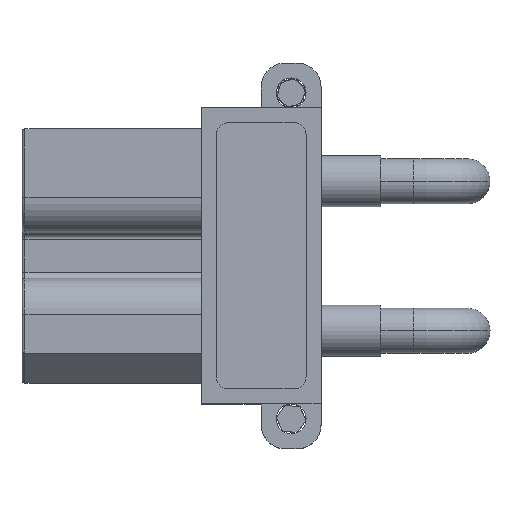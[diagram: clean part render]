
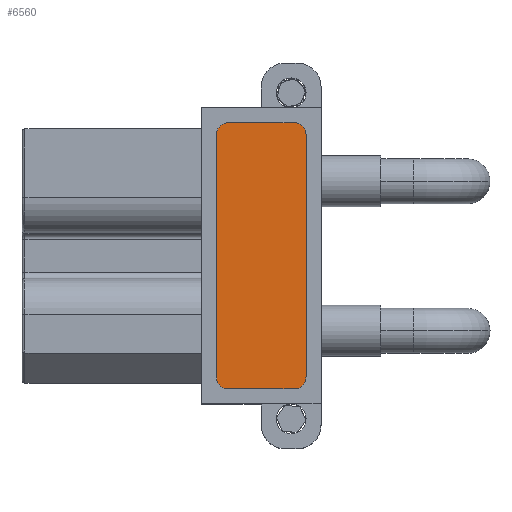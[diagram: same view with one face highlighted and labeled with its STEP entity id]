
A CAD part, top view. The second image highlights one B-rep face of the part: STEP entity #6560.
In plain terms, the highlighted planar face has unit normal (0, 0, 1).
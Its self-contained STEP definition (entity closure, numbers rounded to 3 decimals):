
#46 = DIRECTION ( 'NONE',  ( 1., 0., 0. ) ) ;
#54 = ORIENTED_EDGE ( 'NONE', *, *, #2688, .T. ) ;
#149 = ORIENTED_EDGE ( 'NONE', *, *, #1898, .T. ) ;
#329 = AXIS2_PLACEMENT_3D ( 'NONE', #3434, #4470, #438 ) ;
#337 = CIRCLE ( 'NONE', #425, 0.4 ) ;
#412 = VERTEX_POINT ( 'NONE', #1877 ) ;
#425 = AXIS2_PLACEMENT_3D ( 'NONE', #3481, #529, #4561 ) ;
#438 = DIRECTION ( 'NONE',  ( -1., 0., 0. ) ) ;
#529 = DIRECTION ( 'NONE',  ( 0., 0., 1. ) ) ;
#563 = CARTESIAN_POINT ( 'NONE',  ( -1.1, -4.45, 4.9 ) ) ;
#657 = DIRECTION ( 'NONE',  ( -1., 0., 0. ) ) ;
#728 = VERTEX_POINT ( 'NONE', #3053 ) ;
#831 = LINE ( 'NONE', #2598, #3323 ) ;
#933 = VERTEX_POINT ( 'NONE', #6100 ) ;
#974 = DIRECTION ( 'NONE',  ( 1., 0., 0. ) ) ;
#987 = LINE ( 'NONE', #2596, #1601 ) ;
#1177 = VERTEX_POINT ( 'NONE', #4210 ) ;
#1475 = CARTESIAN_POINT ( 'NONE',  ( 1.5, 4.05, 4.9 ) ) ;
#1601 = VECTOR ( 'NONE', #657, 1000. ) ;
#1649 = EDGE_CURVE ( 'NONE', #3235, #3863, #3497, .T. ) ;
#1731 = EDGE_CURVE ( 'NONE', #5731, #3235, #2380, .T. ) ;
#1877 = CARTESIAN_POINT ( 'NONE',  ( -1.5, -4.05, 4.9 ) ) ;
#1898 = EDGE_CURVE ( 'NONE', #412, #5731, #5598, .T. ) ;
#1910 = CARTESIAN_POINT ( 'NONE',  ( 1.1, -4.45, 4.9 ) ) ;
#2025 = EDGE_CURVE ( 'NONE', #1177, #728, #337, .T. ) ;
#2050 = EDGE_CURVE ( 'NONE', #3040, #1177, #987, .T. ) ;
#2065 = CARTESIAN_POINT ( 'NONE',  ( -1.1, -4.05, 4.9 ) ) ;
#2243 = DIRECTION ( 'NONE',  ( 1., 0., 0. ) ) ;
#2280 = CARTESIAN_POINT ( 'NONE',  ( -1.1, 4.05, 4.9 ) ) ;
#2380 = LINE ( 'NONE', #5147, #5605 ) ;
#2525 = DIRECTION ( 'NONE',  ( 0., 1., 0. ) ) ;
#2596 = CARTESIAN_POINT ( 'NONE',  ( -1.1, 4.45, 4.9 ) ) ;
#2598 = CARTESIAN_POINT ( 'NONE',  ( -1.5, 4.05, 4.9 ) ) ;
#2622 = DIRECTION ( 'NONE',  ( 0., -1., 0. ) ) ;
#2688 = EDGE_CURVE ( 'NONE', #3863, #933, #4114, .T. ) ;
#2769 = AXIS2_PLACEMENT_3D ( 'NONE', #2280, #4829, #2243 ) ;
#3040 = VERTEX_POINT ( 'NONE', #3699 ) ;
#3053 = CARTESIAN_POINT ( 'NONE',  ( -1.5, 4.05, 4.9 ) ) ;
#3235 = VERTEX_POINT ( 'NONE', #1910 ) ;
#3323 = VECTOR ( 'NONE', #2622, 1000. ) ;
#3434 = CARTESIAN_POINT ( 'NONE',  ( 1.1, -4.05, 4.9 ) ) ;
#3481 = CARTESIAN_POINT ( 'NONE',  ( -1.1, 4.05, 4.9 ) ) ;
#3497 = CIRCLE ( 'NONE', #329, 0.4 ) ;
#3699 = CARTESIAN_POINT ( 'NONE',  ( 1.1, 4.45, 4.9 ) ) ;
#3774 = DIRECTION ( 'NONE',  ( 1., 0., 0. ) ) ;
#3863 = VERTEX_POINT ( 'NONE', #6398 ) ;
#4114 = LINE ( 'NONE', #1475, #4265 ) ;
#4210 = CARTESIAN_POINT ( 'NONE',  ( -1.1, 4.45, 4.9 ) ) ;
#4265 = VECTOR ( 'NONE', #2525, 1000. ) ;
#4298 = PLANE ( 'NONE',  #2769 ) ;
#4441 = ORIENTED_EDGE ( 'NONE', *, *, #1649, .T. ) ;
#4470 = DIRECTION ( 'NONE',  ( 0., 0., 1. ) ) ;
#4561 = DIRECTION ( 'NONE',  ( 1., 0., 0. ) ) ;
#4574 = AXIS2_PLACEMENT_3D ( 'NONE', #6541, #6572, #974 ) ;
#4829 = DIRECTION ( 'NONE',  ( 0., 0., 1. ) ) ;
#4946 = ORIENTED_EDGE ( 'NONE', *, *, #2025, .T. ) ;
#5112 = ORIENTED_EDGE ( 'NONE', *, *, #1731, .T. ) ;
#5147 = CARTESIAN_POINT ( 'NONE',  ( -1.1, -4.45, 4.9 ) ) ;
#5236 = EDGE_CURVE ( 'NONE', #728, #412, #831, .T. ) ;
#5501 = ORIENTED_EDGE ( 'NONE', *, *, #6476, .T. ) ;
#5511 = CIRCLE ( 'NONE', #4574, 0.4 ) ;
#5580 = AXIS2_PLACEMENT_3D ( 'NONE', #2065, #5644, #3774 ) ;
#5598 = CIRCLE ( 'NONE', #5580, 0.4 ) ;
#5605 = VECTOR ( 'NONE', #46, 1000. ) ;
#5644 = DIRECTION ( 'NONE',  ( 0., 0., 1. ) ) ;
#5731 = VERTEX_POINT ( 'NONE', #563 ) ;
#5906 = ORIENTED_EDGE ( 'NONE', *, *, #5236, .T. ) ;
#6062 = FACE_OUTER_BOUND ( 'NONE', #6361, .T. ) ;
#6100 = CARTESIAN_POINT ( 'NONE',  ( 1.5, 4.05, 4.9 ) ) ;
#6295 = ORIENTED_EDGE ( 'NONE', *, *, #2050, .T. ) ;
#6361 = EDGE_LOOP ( 'NONE', ( #4946, #5906, #149, #5112, #4441, #54, #5501, #6295 ) ) ;
#6398 = CARTESIAN_POINT ( 'NONE',  ( 1.5, -4.05, 4.9 ) ) ;
#6476 = EDGE_CURVE ( 'NONE', #933, #3040, #5511, .T. ) ;
#6541 = CARTESIAN_POINT ( 'NONE',  ( 1.1, 4.05, 4.9 ) ) ;
#6560 = ADVANCED_FACE ( 'NONE', ( #6062 ), #4298, .T. ) ;
#6572 = DIRECTION ( 'NONE',  ( 0., 0., 1. ) ) ;
